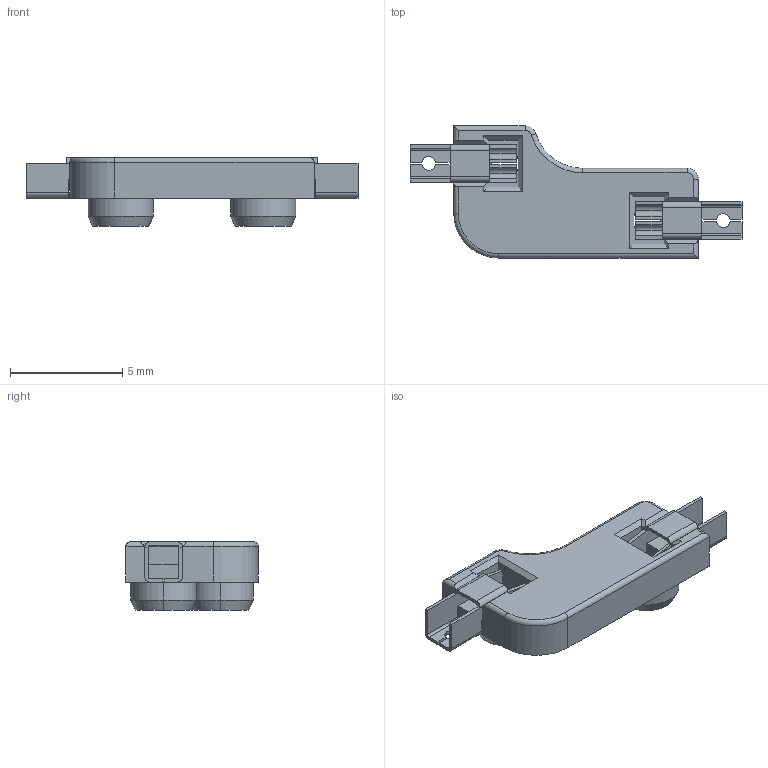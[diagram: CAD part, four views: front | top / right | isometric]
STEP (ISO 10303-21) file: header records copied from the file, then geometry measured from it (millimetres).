
FILE_DESCRIPTION (( 'STEP AP214' ), '1' );
FILE_NAME ('錨璃2.STEP', '2025-02-14T08:43:36', ( '' ), ( '' ), 'SwSTEP 2.0', 'SolidWorks 2021', '' );
FILE_SCHEMA (( 'AUTOMOTIVE_DESIGN' ));
Length unit declared in the file: millimetre
Products named in the file (1): 錨璃2
Bounding box: 14.8 x 5.89 x 3.05 mm (x, y, z)
Volume: 91.7 mm3; surface area: 299.5 mm2
Topology: 3 solids, 3 shells, 426 faces, 1142 edges, 741 vertices
Faces by surface type: plane 251, bspline 98, cylinder 61, cone 12, torus 4
Entity records: 18427 total; most frequent: CARTESIAN_POINT 3634, ORIENTED_EDGE 2284, DIRECTION 1725, EDGE_CURVE 1142, LINE 805, VECTOR 805, VERTEX_POINT 741, AXIS2_PLACEMENT_3D 460
